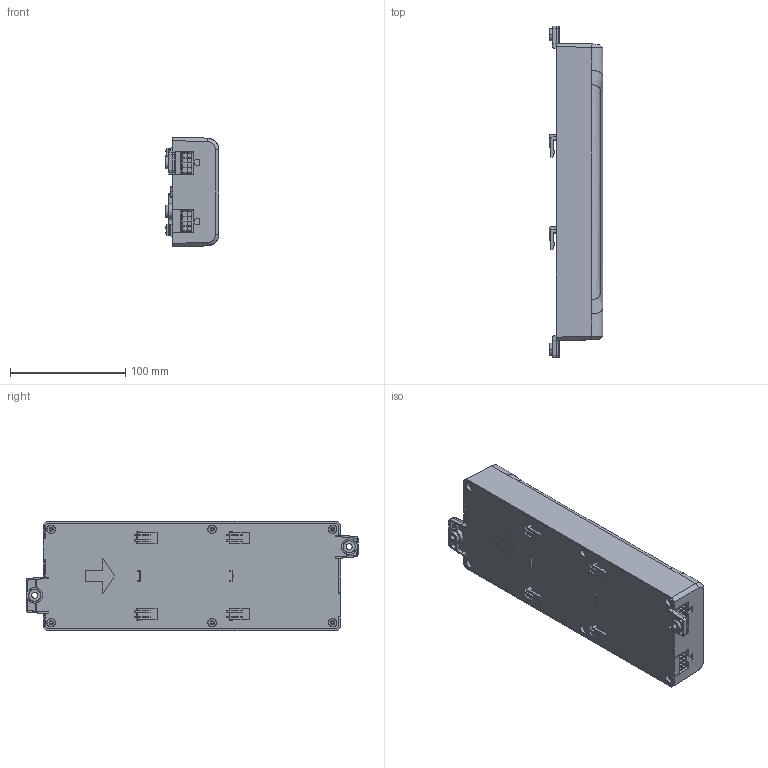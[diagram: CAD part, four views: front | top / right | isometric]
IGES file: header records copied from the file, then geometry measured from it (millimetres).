
Start section: SolidWorks IGES file using analytic representation for surfaces
Global section: file name: DB02.IGS; native system: SolidWorks 2020; preprocessor: SolidWorks 2020; author: JUWi; date: 210115.220421; units: millimetre
Bounding box: 46.55 x 287.66 x 95 mm (x, y, z)
Surface area: 178601.6 mm2 (no closed solid volume)
Topology: 0 solids, 0 shells, 1383 faces, 12926 edges, 12923 vertices
Faces by surface type: bspline 1181, revolution 202
